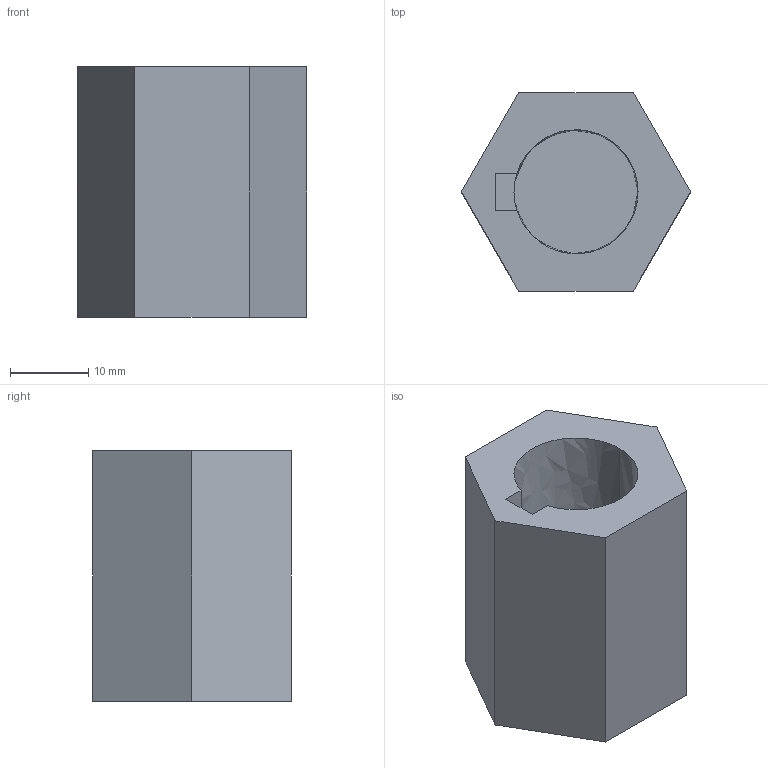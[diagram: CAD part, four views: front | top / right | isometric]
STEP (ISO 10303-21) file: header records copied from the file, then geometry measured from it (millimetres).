
FILE_DESCRIPTION((''),'2;1');
FILE_NAME('driveshaftcoupling.stp','2004-01-16T19:01:52',('Administrator'),(''),'Autodesk Inventor (tm) 5.0','Autodesk Inventor (tm) 5.0','');
FILE_SCHEMA(('CONFIG_CONTROL_DESIGN'));
Length unit declared in the file: inch
Products named in the file (1): driveshaftcoupling
Bounding box: 29.33 x 25.4 x 32 mm (x, y, z)
Volume: 12625.2 mm3; surface area: 5302.9 mm2
Topology: 1 solids, 1 shells, 15 faces, 36 edges, 24 vertices
Faces by surface type: plane 12, bspline 3
Entity records: 559 total; most frequent: CARTESIAN_POINT 113, ORIENTED_EDGE 72, DIRECTION 68, EDGE_CURVE 36, VECTOR 30, LINE 30, VERTEX_POINT 24, AXIS2_PLACEMENT_3D 19
